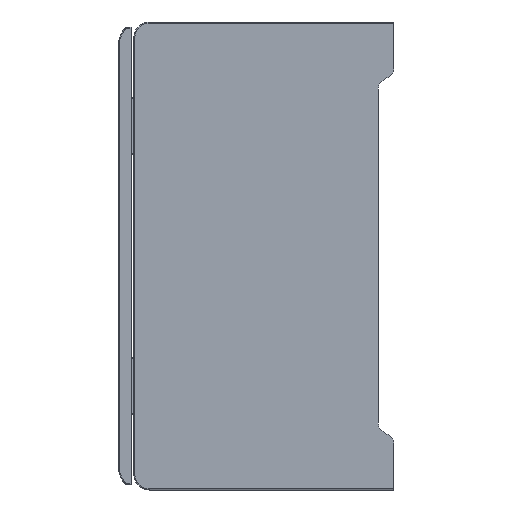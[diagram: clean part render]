
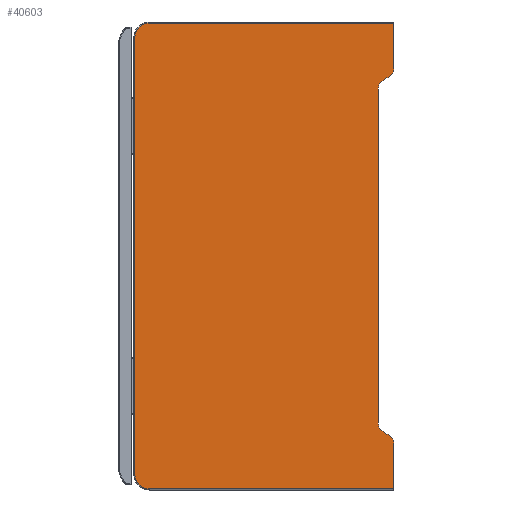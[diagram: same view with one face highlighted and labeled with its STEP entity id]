
A CAD part, left-side view. The second image highlights one B-rep face of the part: STEP entity #40603.
In plain terms, the highlighted planar face has unit normal (-1, 0, 0).
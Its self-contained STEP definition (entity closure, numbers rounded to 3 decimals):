
#7928=DIRECTION('',(0.,-1.,0.));
#7929=VECTOR('',#7928,47.);
#7930=CARTESIAN_POINT('',(0.,47.,-0.2));
#7931=LINE('',#7930,#7929);
#7932=DIRECTION('',(0.,0.,-1.));
#7933=VECTOR('',#7932,8.8);
#7934=CARTESIAN_POINT('',(0.,0.,-0.2));
#7935=LINE('',#7934,#7933);
#7936=CARTESIAN_POINT('',(0.,1.732,-9.));
#7937=DIRECTION('',(1.,0.,0.));
#7938=DIRECTION('',(0.,-1.,0.));
#7939=AXIS2_PLACEMENT_3D('',#7936,#7937,#7938);
#7941=DIRECTION('',(0.,-0.866,0.5));
#7942=VECTOR('',#7941,1.309);
#7943=CARTESIAN_POINT('',(0.,2.,-11.155));
#7944=LINE('',#7943,#7942);
#7945=CARTESIAN_POINT('',(0.,1.,-12.887));
#7946=DIRECTION('',(1.,0.,0.));
#7947=DIRECTION('',(0.,1.,0.));
#7948=AXIS2_PLACEMENT_3D('',#7945,#7946,#7947);
#7950=DIRECTION('',(0.,0.,1.));
#7951=VECTOR('',#7950,64.226);
#7952=CARTESIAN_POINT('',(0.,3.,-77.113));
#7953=LINE('',#7952,#7951);
#7954=CARTESIAN_POINT('',(0.,1.,-77.113));
#7955=DIRECTION('',(1.,0.,0.));
#7956=DIRECTION('',(0.,0.5,-0.866));
#7957=AXIS2_PLACEMENT_3D('',#7954,#7955,#7956);
#7959=DIRECTION('',(0.,0.866,0.5));
#7960=VECTOR('',#7959,1.309);
#7961=CARTESIAN_POINT('',(0.,0.866,-79.5));
#7962=LINE('',#7961,#7960);
#7963=CARTESIAN_POINT('',(0.,1.732,-81.));
#7964=DIRECTION('',(1.,0.,0.));
#7965=DIRECTION('',(0.,-0.5,0.866));
#7966=AXIS2_PLACEMENT_3D('',#7963,#7964,#7965);
#7968=DIRECTION('',(0.,0.,-1.));
#7969=VECTOR('',#7968,8.8);
#7970=CARTESIAN_POINT('',(0.,0.,-81.));
#7971=LINE('',#7970,#7969);
#7972=DIRECTION('',(0.,1.,0.));
#7973=VECTOR('',#7972,47.);
#7974=CARTESIAN_POINT('',(0.,0.,-89.8));
#7975=LINE('',#7974,#7973);
#7976=CARTESIAN_POINT('',(0.,47.,-87.));
#7977=DIRECTION('',(1.,0.,0.));
#7978=DIRECTION('',(0.,0.,-1.));
#7979=AXIS2_PLACEMENT_3D('',#7976,#7977,#7978);
#7981=DIRECTION('',(0.,0.,1.));
#7982=VECTOR('',#7981,84.);
#7983=CARTESIAN_POINT('',(0.,49.8,-87.));
#7984=LINE('',#7983,#7982);
#7985=CARTESIAN_POINT('',(0.,47.,-3.));
#7986=DIRECTION('',(1.,0.,0.));
#7987=DIRECTION('',(0.,1.,0.));
#7988=AXIS2_PLACEMENT_3D('',#7985,#7986,#7987);
#24249=CARTESIAN_POINT('',(0.,2.,-78.845));
#24250=CARTESIAN_POINT('',(0.,3.,-77.113));
#24251=VERTEX_POINT('',#24249);
#24252=VERTEX_POINT('',#24250);
#24253=CARTESIAN_POINT('',(0.,3.,-12.887));
#24254=VERTEX_POINT('',#24253);
#24255=CARTESIAN_POINT('',(0.,2.,-11.155));
#24256=VERTEX_POINT('',#24255);
#24257=CARTESIAN_POINT('',(0.,0.866,-10.5));
#24258=VERTEX_POINT('',#24257);
#24259=CARTESIAN_POINT('',(0.,0.,-9.));
#24260=VERTEX_POINT('',#24259);
#24261=CARTESIAN_POINT('',(0.,0.866,-79.5));
#24262=CARTESIAN_POINT('',(0.,0.,-81.));
#24263=VERTEX_POINT('',#24261);
#24264=VERTEX_POINT('',#24262);
#24641=CARTESIAN_POINT('',(0.,0.,-0.2));
#24642=VERTEX_POINT('',#24641);
#24643=CARTESIAN_POINT('',(0.,47.,-0.2));
#24644=VERTEX_POINT('',#24643);
#24645=CARTESIAN_POINT('',(0.,49.8,-3.));
#24646=VERTEX_POINT('',#24645);
#24647=CARTESIAN_POINT('',(0.,49.8,-87.));
#24648=VERTEX_POINT('',#24647);
#24649=CARTESIAN_POINT('',(0.,47.,-89.8));
#24650=VERTEX_POINT('',#24649);
#24651=CARTESIAN_POINT('',(0.,0.,-89.8));
#24652=VERTEX_POINT('',#24651);
#40578=CARTESIAN_POINT('',(0.,0.,-90.));
#40579=DIRECTION('',(-1.,0.,0.));
#40580=DIRECTION('',(0.,0.,1.));
#40581=AXIS2_PLACEMENT_3D('',#40578,#40579,#40580);
#40582=PLANE('',#40581);
#40584=ORIENTED_EDGE('',*,*,#40583,.T.);
#40585=ORIENTED_EDGE('',*,*,#40473,.T.);
#40586=ORIENTED_EDGE('',*,*,#40523,.T.);
#40587=ORIENTED_EDGE('',*,*,#40546,.F.);
#40588=ORIENTED_EDGE('',*,*,#40566,.F.);
#40589=ORIENTED_EDGE('',*,*,#40331,.F.);
#40590=ORIENTED_EDGE('',*,*,#40392,.F.);
#40592=ORIENTED_EDGE('',*,*,#40591,.F.);
#40594=ORIENTED_EDGE('',*,*,#40593,.T.);
#40595=ORIENTED_EDGE('',*,*,#40504,.T.);
#40597=ORIENTED_EDGE('',*,*,#40596,.T.);
#40598=ORIENTED_EDGE('',*,*,#39501,.T.);
#40599=ORIENTED_EDGE('',*,*,#39523,.T.);
#40600=ORIENTED_EDGE('',*,*,#39545,.T.);
#40601=EDGE_LOOP('',(#40584,#40585,#40586,#40587,#40588,#40589,#40590,#40592,
#40594,#40595,#40597,#40598,#40599,#40600));
#40602=FACE_OUTER_BOUND('',#40601,.F.);
#40603=ADVANCED_FACE('',(#40602),#40582,.T.);
#7940=CIRCLE('',#7939,1.732);
#7949=CIRCLE('',#7948,2.);
#7958=CIRCLE('',#7957,2.);
#7967=CIRCLE('',#7966,1.732);
#7980=CIRCLE('',#7979,2.8);
#7989=CIRCLE('',#7988,2.8);
#39501=EDGE_CURVE('',#24650,#24648,#7980,.T.);
#39523=EDGE_CURVE('',#24648,#24646,#7984,.T.);
#39545=EDGE_CURVE('',#24646,#24644,#7989,.T.);
#40331=EDGE_CURVE('',#24252,#24254,#7953,.T.);
#40392=EDGE_CURVE('',#24251,#24252,#7958,.T.);
#40473=EDGE_CURVE('',#24642,#24260,#7935,.T.);
#40504=EDGE_CURVE('',#24264,#24652,#7971,.T.);
#40523=EDGE_CURVE('',#24260,#24258,#7940,.T.);
#40546=EDGE_CURVE('',#24256,#24258,#7944,.T.);
#40566=EDGE_CURVE('',#24254,#24256,#7949,.T.);
#40583=EDGE_CURVE('',#24644,#24642,#7931,.T.);
#40591=EDGE_CURVE('',#24263,#24251,#7962,.T.);
#40593=EDGE_CURVE('',#24263,#24264,#7967,.T.);
#40596=EDGE_CURVE('',#24652,#24650,#7975,.T.);
